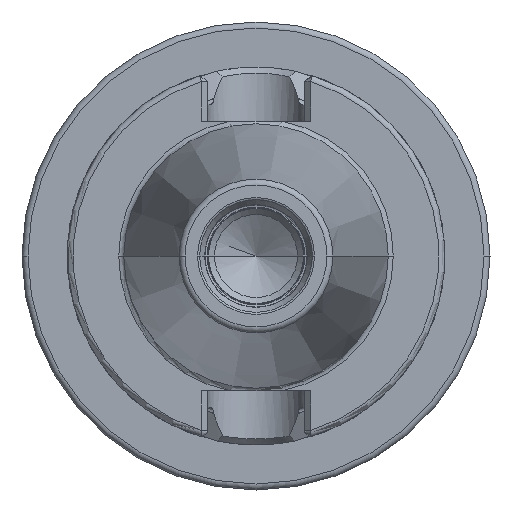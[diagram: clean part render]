
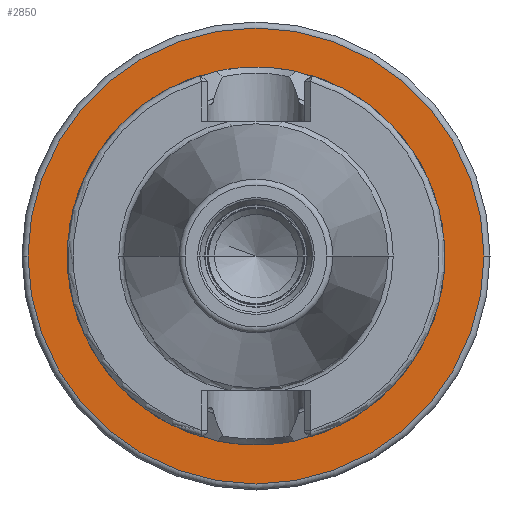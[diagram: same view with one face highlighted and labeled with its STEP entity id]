
A CAD part, left-side view. The second image highlights one B-rep face of the part: STEP entity #2850.
In plain terms, the highlighted planar face has unit normal (-1, 0, 0).
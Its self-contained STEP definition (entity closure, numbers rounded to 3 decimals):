
#884=CARTESIAN_POINT('',(45.,0.,0.));
#885=DIRECTION('',(1.,0.,0.));
#886=DIRECTION('',(0.,-1.,0.));
#887=AXIS2_PLACEMENT_3D('',#884,#885,#886);
#889=CARTESIAN_POINT('',(45.,0.,0.));
#890=DIRECTION('',(1.,0.,0.));
#891=DIRECTION('',(0.,1.,0.));
#892=AXIS2_PLACEMENT_3D('',#889,#890,#891);
#894=CARTESIAN_POINT('',(45.,0.,0.));
#895=DIRECTION('',(-1.,0.,0.));
#896=DIRECTION('',(0.,1.,0.));
#897=AXIS2_PLACEMENT_3D('',#894,#895,#896);
#899=CARTESIAN_POINT('',(45.,0.,0.));
#900=DIRECTION('',(-1.,0.,0.));
#901=DIRECTION('',(0.,-1.,0.));
#902=AXIS2_PLACEMENT_3D('',#899,#900,#901);
#1655=CARTESIAN_POINT('',(45.,-30.5,0.));
#1656=CARTESIAN_POINT('',(45.,30.5,0.));
#1657=VERTEX_POINT('',#1655);
#1658=VERTEX_POINT('',#1656);
#1659=CARTESIAN_POINT('',(45.,38.,0.));
#1660=CARTESIAN_POINT('',(45.,-38.,0.));
#1661=VERTEX_POINT('',#1659);
#1662=VERTEX_POINT('',#1660);
#2835=CARTESIAN_POINT('',(45.,0.,0.));
#2836=DIRECTION('',(1.,0.,0.));
#2837=DIRECTION('',(0.,-1.,0.));
#2838=AXIS2_PLACEMENT_3D('',#2835,#2836,#2837);
#2839=PLANE('',#2838);
#2841=ORIENTED_EDGE('',*,*,#2840,.F.);
#2843=ORIENTED_EDGE('',*,*,#2842,.F.);
#2844=EDGE_LOOP('',(#2841,#2843));
#2845=FACE_OUTER_BOUND('',#2844,.F.);
#2846=ORIENTED_EDGE('',*,*,#2815,.F.);
#2847=ORIENTED_EDGE('',*,*,#2829,.F.);
#2848=EDGE_LOOP('',(#2846,#2847));
#2849=FACE_BOUND('',#2848,.F.);
#2850=ADVANCED_FACE('',(#2845,#2849),#2839,.F.);
#888=CIRCLE('',#887,30.5);
#893=CIRCLE('',#892,30.5);
#898=CIRCLE('',#897,38.);
#903=CIRCLE('',#902,38.);
#2815=EDGE_CURVE('',#1657,#1658,#888,.T.);
#2829=EDGE_CURVE('',#1658,#1657,#893,.T.);
#2840=EDGE_CURVE('',#1661,#1662,#898,.T.);
#2842=EDGE_CURVE('',#1662,#1661,#903,.T.);
